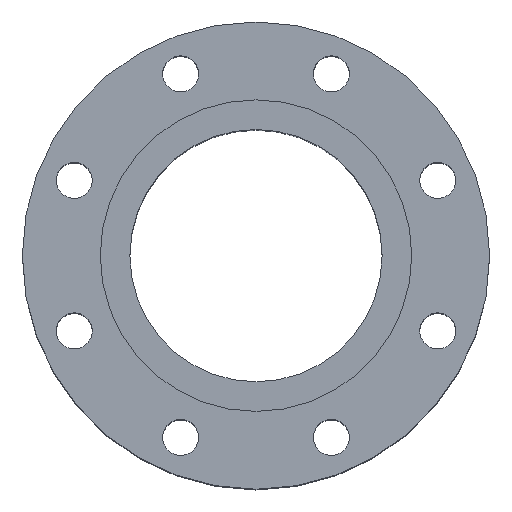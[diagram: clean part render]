
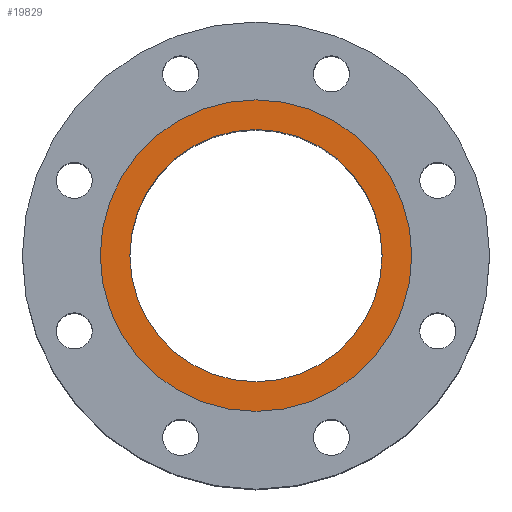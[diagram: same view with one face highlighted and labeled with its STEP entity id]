
A CAD part, top view. The second image highlights one B-rep face of the part: STEP entity #19829.
In plain terms, the highlighted planar face has unit normal (0, 0, 1).
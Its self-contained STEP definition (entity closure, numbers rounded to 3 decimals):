
#275 = EDGE_CURVE ( 'NONE', #25459, #13577, #22961, .T. ) ;
#1150 = CARTESIAN_POINT ( 'NONE',  ( 0., 0., 0. ) ) ;
#3081 = DIRECTION ( 'NONE',  ( 0., 0., 1. ) ) ;
#3177 = FACE_BOUND ( 'NONE', #4185, .T. ) ;
#4185 = EDGE_LOOP ( 'NONE', ( #10162, #18555 ) ) ;
#4724 = CARTESIAN_POINT ( 'NONE',  ( -95., 0., 0. ) ) ;
#6070 = DIRECTION ( 'NONE',  ( 0., 0., 1. ) ) ;
#6378 = CIRCLE ( 'NONE', #8765, 76.95 ) ;
#6971 = AXIS2_PLACEMENT_3D ( 'NONE', #26146, #14780, #10845 ) ;
#8676 = DIRECTION ( 'NONE',  ( 1., 0., 0. ) ) ;
#8765 = AXIS2_PLACEMENT_3D ( 'NONE', #24168, #3081, #12209 ) ;
#10162 = ORIENTED_EDGE ( 'NONE', *, *, #29160, .F. ) ;
#10315 = VERTEX_POINT ( 'NONE', #11246 ) ;
#10845 = DIRECTION ( 'NONE',  ( 1., 0., 0. ) ) ;
#11246 = CARTESIAN_POINT ( 'NONE',  ( 76.95, 0., 0. ) ) ;
#12209 = DIRECTION ( 'NONE',  ( 1., 0., 0. ) ) ;
#12303 = FACE_OUTER_BOUND ( 'NONE', #16303, .T. ) ;
#12639 = ORIENTED_EDGE ( 'NONE', *, *, #22377, .T. ) ;
#12968 = AXIS2_PLACEMENT_3D ( 'NONE', #1150, #6070, #14781 ) ;
#13577 = VERTEX_POINT ( 'NONE', #14308 ) ;
#13740 = EDGE_CURVE ( 'NONE', #27132, #10315, #6378, .T. ) ;
#13873 = AXIS2_PLACEMENT_3D ( 'NONE', #22322, #29202, #8676 ) ;
#14308 = CARTESIAN_POINT ( 'NONE',  ( 95., 0., 0. ) ) ;
#14780 = DIRECTION ( 'NONE',  ( 0., 0., 1. ) ) ;
#14781 = DIRECTION ( 'NONE',  ( 1., 0., 0. ) ) ;
#15969 = ORIENTED_EDGE ( 'NONE', *, *, #275, .T. ) ;
#16303 = EDGE_LOOP ( 'NONE', ( #12639, #15969 ) ) ;
#17247 = CARTESIAN_POINT ( 'NONE',  ( 0., 95., 0. ) ) ;
#18555 = ORIENTED_EDGE ( 'NONE', *, *, #13740, .F. ) ;
#19195 = PLANE ( 'NONE',  #23585 ) ;
#19829 = ADVANCED_FACE ( 'NONE', ( #3177, #12303 ), #19195, .F. ) ;
#22322 = CARTESIAN_POINT ( 'NONE',  ( 0., 0., 0. ) ) ;
#22377 = EDGE_CURVE ( 'NONE', #13577, #25459, #23227, .T. ) ;
#22961 = CIRCLE ( 'NONE', #13873, 95. ) ;
#23227 = CIRCLE ( 'NONE', #6971, 95. ) ;
#23585 = AXIS2_PLACEMENT_3D ( 'NONE', #17247, #28323, #26077 ) ;
#23958 = CIRCLE ( 'NONE', #12968, 76.95 ) ;
#24168 = CARTESIAN_POINT ( 'NONE',  ( 0., 0., 0. ) ) ;
#25218 = CARTESIAN_POINT ( 'NONE',  ( -76.95, 0., 0. ) ) ;
#25459 = VERTEX_POINT ( 'NONE', #4724 ) ;
#26077 = DIRECTION ( 'NONE',  ( -1., 0., 0. ) ) ;
#26146 = CARTESIAN_POINT ( 'NONE',  ( 0., 0., 0. ) ) ;
#27132 = VERTEX_POINT ( 'NONE', #25218 ) ;
#28323 = DIRECTION ( 'NONE',  ( 0., 0., -1. ) ) ;
#29160 = EDGE_CURVE ( 'NONE', #10315, #27132, #23958, .T. ) ;
#29202 = DIRECTION ( 'NONE',  ( 0., 0., 1. ) ) ;
